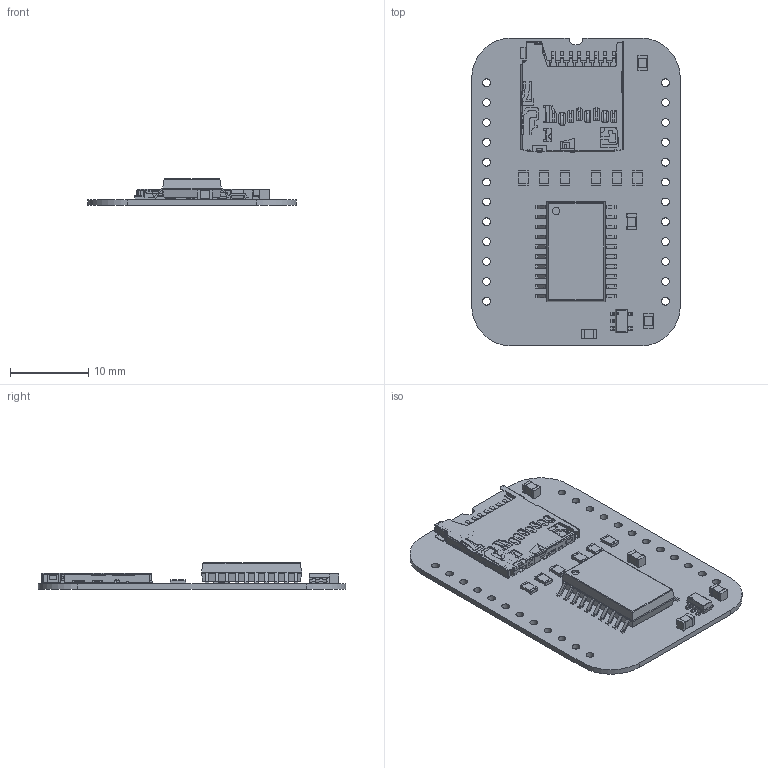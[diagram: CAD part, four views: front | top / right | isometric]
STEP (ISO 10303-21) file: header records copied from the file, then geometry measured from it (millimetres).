
FILE_DESCRIPTION(('KiCad electronic assembly'),'2;1');
FILE_NAME('SD Card Micro Socket.step','2024-07-05T17:13:27',('Pcbnew'),( 'Kicad'),'Open CASCADE STEP processor 7.8','KiCad to STEP converter' ,'Unknown');
FILE_SCHEMA(('AUTOMOTIVE_DESIGN { 1 0 10303 214 1 1 1 1 }'));
Length unit declared in the file: millimetre
Products named in the file (12): SD Card Micro Socket 1; R_0805_2012Metric; C_0805_2012Metric; AP7365-33WG-7; ASSEMBLY; 503398-1892; 5033980891; 74LVC574AD,118; SD Card Micro Socket_PCB
Assembly tree (19 placements, depth 3):
  SD Card Micro Socket 1
    R_0805_2012Metric  x6
      R_0805_2012Metric
    C_0805_2012Metric  x4
      C_0805_2012Metric
    AP7365-33WG-7
      ASSEMBLY
    503398-1892
      5033980891
    74LVC574AD,118
      ASSEMBLY
    SD Card Micro Socket_PCB
Bounding box: 26.67 x 39.37 x 3.4 mm (x, y, z)
Volume: 1014.8 mm3; surface area: 3275 mm2
Topology: 39 solids, 39 shells, 1633 faces, 4584 edges, 3069 vertices
Faces by surface type: plane 1089, cylinder 496, bspline 48
Full cylindrical faces by diameter (mm): 0.2 x1, 0.938 x1, 1 x24
Entity records: 47788 total; most frequent: CARTESIAN_POINT 9772, ORIENTED_EDGE 7936, DIRECTION 7536, EDGE_CURVE 3968, LINE 3102, VECTOR 3102, VERTEX_POINT 2585, AXIS2_PLACEMENT_3D 2217
